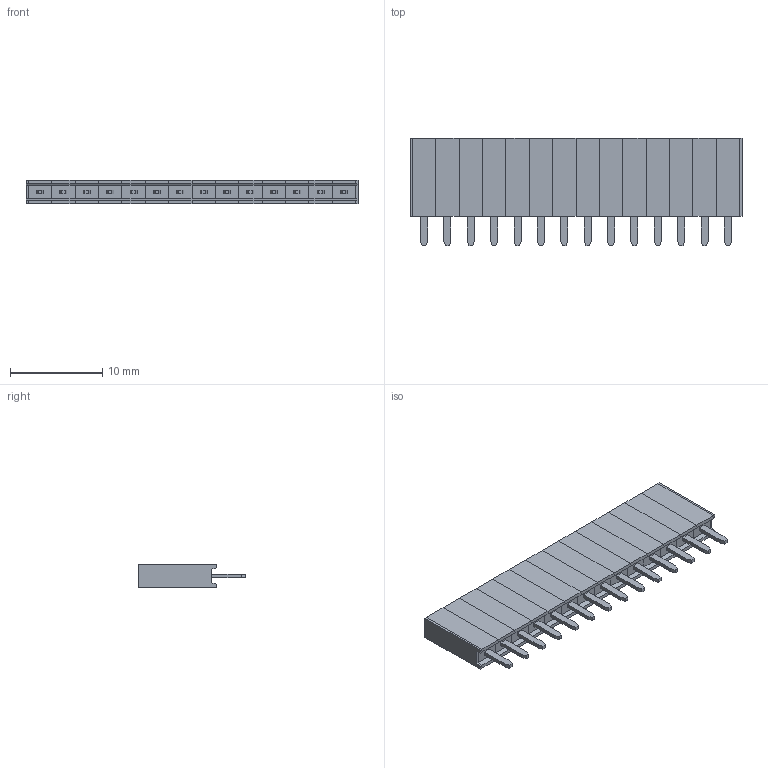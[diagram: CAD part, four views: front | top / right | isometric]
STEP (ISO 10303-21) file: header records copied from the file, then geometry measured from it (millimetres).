
FILE_DESCRIPTION (( 'STEP AP214' ), '1' );
FILE_NAME ('NPTC141LFBN-RC.STEP', '2024-10-30T12:17:39', ( '' ), ( '' ), 'SwSTEP 2.0', 'SolidWorks 2021', '' );
FILE_SCHEMA (( 'AUTOMOTIVE_DESIGN' ));
Length unit declared in the file: millimetre
Products named in the file (3): Pin - Tin; PPPC021LFBN-RC_C14; NPTC141LFBN-RC
Assembly tree (15 placements, depth 2):
  NPTC141LFBN-RC
    PPPC021LFBN-RC_C14
    Pin - Tin  x14
Bounding box: 36.07 x 11.71 x 2.54 mm (x, y, z)
Volume: 748.8 mm3; surface area: 1663.4 mm2
Topology: 30 solids, 30 shells, 398 faces, 916 edges, 592 vertices
Faces by surface type: plane 398
Entity records: 8447 total; most frequent: CARTESIAN_POINT 1430, ORIENTED_EDGE 1364, DIRECTION 1306, LINE 682, EDGE_CURVE 682, VECTOR 682, VERTEX_POINT 436, AXIS2_PLACEMENT_3D 312
